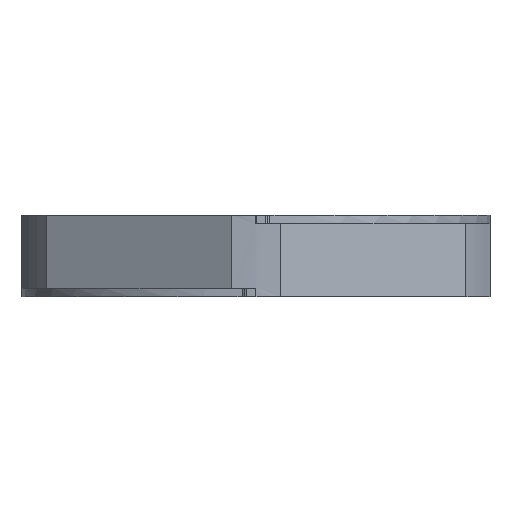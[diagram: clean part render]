
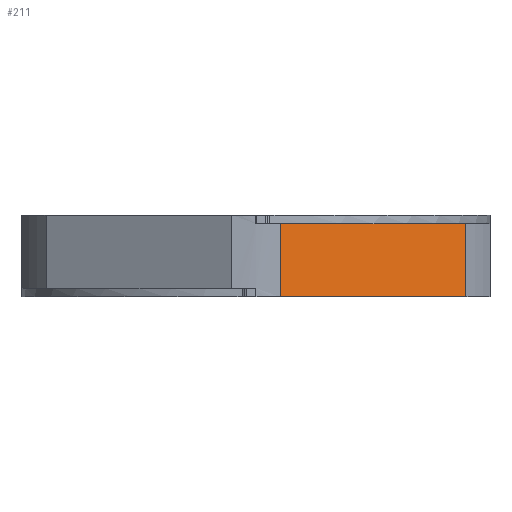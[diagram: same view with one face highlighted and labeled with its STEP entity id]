
A CAD part, left-side view. The second image highlights one B-rep face of the part: STEP entity #211.
In plain terms, the highlighted planar face has unit normal (-0.866, -0.5, 0).
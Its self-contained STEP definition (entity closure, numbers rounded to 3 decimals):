
#135=PLANE('',#2483);
#211=ADVANCED_FACE('',(#404),#135,.F.);
#404=FACE_OUTER_BOUND('',#536,.T.);
#536=EDGE_LOOP('',(#1103,#1104,#1105,#1106,#1107));
#676=LINE('',#3348,#849);
#692=LINE('',#3415,#865);
#696=LINE('',#3429,#869);
#697=LINE('',#3431,#870);
#698=LINE('',#3433,#871);
#849=VECTOR('',#2716,1.);
#865=VECTOR('',#2784,1.);
#869=VECTOR('',#2796,1.);
#870=VECTOR('',#2797,1.);
#871=VECTOR('',#2798,1.);
#1103=ORIENTED_EDGE('',*,*,#2032,.F.);
#1104=ORIENTED_EDGE('',*,*,#2025,.F.);
#1105=ORIENTED_EDGE('',*,*,#1992,.F.);
#1106=ORIENTED_EDGE('',*,*,#2033,.F.);
#1107=ORIENTED_EDGE('',*,*,#2034,.F.);
#1753=VERTEX_POINT('',#3349);
#1754=VERTEX_POINT('',#3350);
#1778=VERTEX_POINT('',#3416);
#1784=VERTEX_POINT('',#3430);
#1785=VERTEX_POINT('',#3432);
#1992=EDGE_CURVE('',#1753,#1754,#676,.T.);
#2025=EDGE_CURVE('',#1754,#1778,#692,.T.);
#2032=EDGE_CURVE('',#1778,#1784,#696,.T.);
#2033=EDGE_CURVE('',#1785,#1753,#697,.T.);
#2034=EDGE_CURVE('',#1784,#1785,#698,.T.);
#2483=AXIS2_PLACEMENT_3D('',#3434,#2799,#2800);
#2716=DIRECTION('',(-0.5,0.866,0.));
#2784=DIRECTION('',(0.,0.,1.));
#2796=DIRECTION('',(0.5,-0.866,0.));
#2797=DIRECTION('',(0.,0.,-1.));
#2798=DIRECTION('',(0.5,-0.866,0.));
#2799=DIRECTION('',(0.866,0.5,0.));
#2800=DIRECTION('',(0.5,-0.866,0.));
#3348=CARTESIAN_POINT('',(-12.738,-17.937,-7.));
#3349=CARTESIAN_POINT('',(-12.738,-17.937,-7.));
#3350=CARTESIAN_POINT('',(-21.903,-2.063,-7.));
#3415=CARTESIAN_POINT('',(-21.903,-2.063,-7.));
#3416=CARTESIAN_POINT('',(-21.903,-2.063,-0.75));
#3429=CARTESIAN_POINT('',(-12.738,-17.937,-0.75));
#3430=CARTESIAN_POINT('',(-17.321,-10.,-0.75));
#3431=CARTESIAN_POINT('',(-12.738,-17.937,-7.));
#3432=CARTESIAN_POINT('',(-12.738,-17.937,-0.75));
#3433=CARTESIAN_POINT('',(-12.738,-17.937,-0.75));
#3434=CARTESIAN_POINT('',(-12.738,-17.937,-7.));
